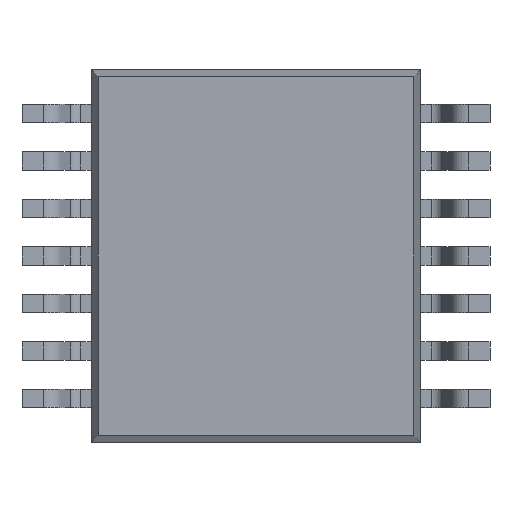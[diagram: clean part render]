
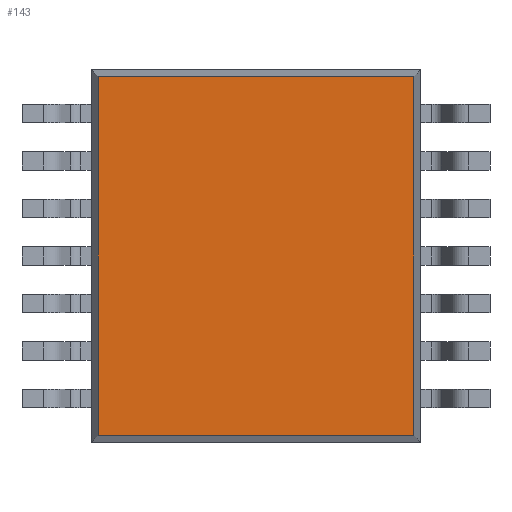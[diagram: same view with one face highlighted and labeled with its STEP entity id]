
A CAD part, front view. The second image highlights one B-rep face of the part: STEP entity #143.
In plain terms, the highlighted planar face has unit normal (0, -1, 0).
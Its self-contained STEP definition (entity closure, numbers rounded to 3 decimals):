
#33 = EDGE_CURVE ( 'NONE', #1302, #1252, #345, .T. ) ;
#38 = EDGE_CURVE ( 'NONE', #1300, #1250, #329, .T. ) ;
#39 = EDGE_CURVE ( 'NONE', #1250, #1302, #324, .T. ) ;
#40 = EDGE_CURVE ( 'NONE', #1252, #1300, #323, .T. ) ;
#143 = ADVANCED_FACE ( 'NONE', ( #984 ), #1175, .F. ) ;
#241 = CARTESIAN_POINT ( 'NONE',  ( 2.154, -0.5, -2.454 ) ) ;
#246 = CARTESIAN_POINT ( 'NONE',  ( -2.154, -0.5, 2.454 ) ) ;
#282 = CARTESIAN_POINT ( 'NONE',  ( 2.154, -0.5, 2.454 ) ) ;
#312 = CARTESIAN_POINT ( 'NONE',  ( -2.154, -0.5, -2.454 ) ) ;
#317 = DIRECTION ( 'NONE',  ( 1., 0., 0. ) ) ;
#321 = CARTESIAN_POINT ( 'NONE',  ( -2.25, -0.5, 2.454 ) ) ;
#322 = DIRECTION ( 'NONE',  ( -1., 0., 0. ) ) ;
#323 = LINE ( 'NONE', #321, #943 ) ;
#324 = LINE ( 'NONE', #326, #961 ) ;
#325 = DIRECTION ( 'NONE',  ( 0., 0., -1. ) ) ;
#326 = CARTESIAN_POINT ( 'NONE',  ( -2.25, -0.5, -2.454 ) ) ;
#328 = CARTESIAN_POINT ( 'NONE',  ( 2.154, -0.5, 2.55 ) ) ;
#329 = LINE ( 'NONE', #328, #946 ) ;
#341 = CARTESIAN_POINT ( 'NONE',  ( -2.154, -0.5, 2.55 ) ) ;
#342 = DIRECTION ( 'NONE',  ( 0., 0., 1. ) ) ;
#345 = LINE ( 'NONE', #341, #963 ) ;
#428 = DIRECTION ( 'NONE',  ( 0., 0., 1. ) ) ;
#446 = CARTESIAN_POINT ( 'NONE',  ( -2.25, -0.5, 2.55 ) ) ;
#451 = DIRECTION ( 'NONE',  ( 0., 1., 0. ) ) ;
#943 = VECTOR ( 'NONE', #317, 1000. ) ;
#946 = VECTOR ( 'NONE', #325, 1000. ) ;
#961 = VECTOR ( 'NONE', #322, 1000. ) ;
#963 = VECTOR ( 'NONE', #342, 1000. ) ;
#984 = FACE_OUTER_BOUND ( 'NONE', #1321, .T. ) ;
#1038 = AXIS2_PLACEMENT_3D ( 'NONE', #446, #451, #428 ) ;
#1175 = PLANE ( 'NONE',  #1038 ) ;
#1250 = VERTEX_POINT ( 'NONE', #241 ) ;
#1252 = VERTEX_POINT ( 'NONE', #246 ) ;
#1278 = ORIENTED_EDGE ( 'NONE', *, *, #39, .F. ) ;
#1300 = VERTEX_POINT ( 'NONE', #282 ) ;
#1302 = VERTEX_POINT ( 'NONE', #312 ) ;
#1307 = ORIENTED_EDGE ( 'NONE', *, *, #40, .F. ) ;
#1311 = ORIENTED_EDGE ( 'NONE', *, *, #38, .F. ) ;
#1321 = EDGE_LOOP ( 'NONE', ( #1311, #1307, #1443, #1278 ) ) ;
#1443 = ORIENTED_EDGE ( 'NONE', *, *, #33, .F. ) ;
